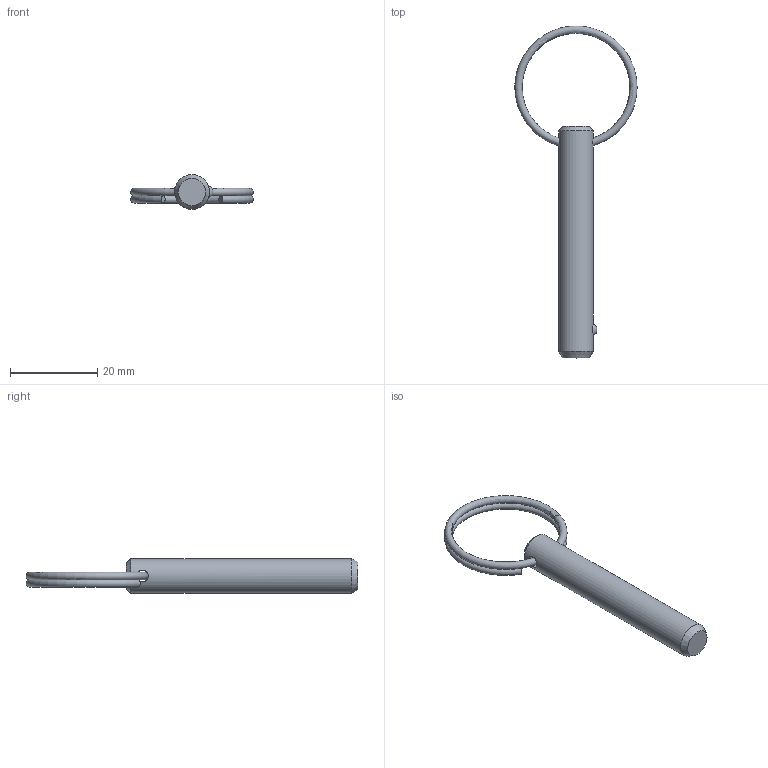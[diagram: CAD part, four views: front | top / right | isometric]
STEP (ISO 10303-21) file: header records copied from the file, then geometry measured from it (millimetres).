
FILE_DESCRIPTION( ( 'STEP AP214' ), '1' );
FILE_NAME( 'K0365.1028080400.stp', '2020-12-04T08:50:38', ( '' ), ( '' ), ' ', 'PARTsolutions', ' ' );
FILE_SCHEMA( ( 'AUTOMOTIVE_DESIGN { 1 0 10303 214 1 1 1 1 }' ) );
Length unit declared in the file: millimetre
Products named in the file (1): _K0365.1028080400
Bounding box: 28.01 x 76 x 8 mm (x, y, z)
Volume: 2938.7 mm3; surface area: 2252.8 mm2
Topology: 1 solids, 1 shells, 13 faces, 26 edges, 17 vertices
Faces by surface type: plane 5, cylinder 3, torus 2, cone 2, sphere 1
Full cylindrical faces by diameter (mm): 2.7 x1, 3.04 x1, 8 x1
Entity records: 588 total; most frequent: CARTESIAN_POINT 225, DIRECTION 52, ORIENTED_EDGE 32, AXIS2_PLACEMENT_3D 26, EDGE_LOOP 24, VERTEX_POINT 17, EDGE_CURVE 16, FACE_OUTER_BOUND 15
